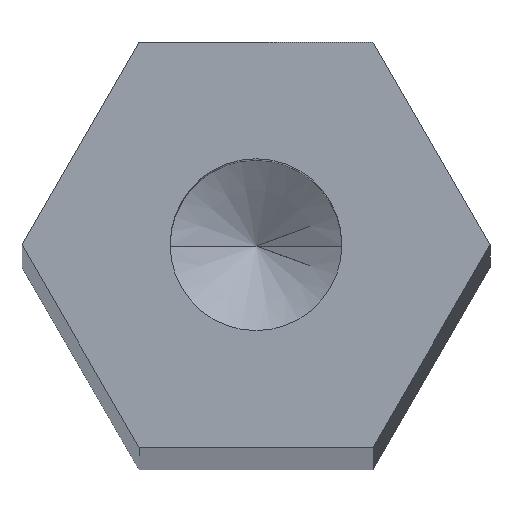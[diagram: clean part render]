
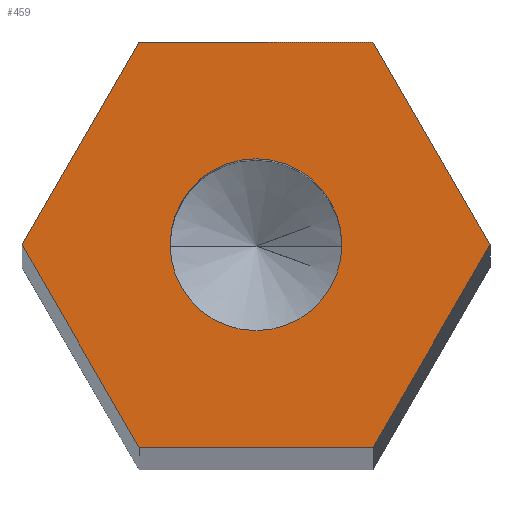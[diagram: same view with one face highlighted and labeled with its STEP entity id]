
A CAD part, top view. The second image highlights one B-rep face of the part: STEP entity #459.
In plain terms, the highlighted planar face has unit normal (0, 0, 1).
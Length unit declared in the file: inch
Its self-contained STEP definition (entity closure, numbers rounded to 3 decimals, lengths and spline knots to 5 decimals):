
#9 = DIRECTION ( 'NONE',  ( 1., 0., 0. ) ) ;
#12 = DIRECTION ( 'NONE',  ( 0.5, -0.866, 0. ) ) ;
#13 = ORIENTED_EDGE ( 'NONE', *, *, #255, .F. ) ;
#15 = ORIENTED_EDGE ( 'NONE', *, *, #141, .F. ) ;
#18 = CARTESIAN_POINT ( 'NONE',  ( -0.10825, -0.1875, 12. ) ) ;
#19 = VECTOR ( 'NONE', #242, 39.37008 ) ;
#35 = ORIENTED_EDGE ( 'NONE', *, *, #454, .T. ) ;
#58 = FACE_OUTER_BOUND ( 'NONE', #302, .T. ) ;
#60 = DIRECTION ( 'NONE',  ( 0., 0., 1. ) ) ;
#65 = EDGE_CURVE ( 'NONE', #375, #421, #354, .T. ) ;
#69 = CIRCLE ( 'NONE', #250, 0.0795 ) ;
#79 = LINE ( 'NONE', #362, #139 ) ;
#93 = AXIS2_PLACEMENT_3D ( 'NONE', #376, #308, #266 ) ;
#97 = CARTESIAN_POINT ( 'NONE',  ( -0.10825, -0.1875, 12. ) ) ;
#117 = CARTESIAN_POINT ( 'NONE',  ( 0.10825, 0.1875, 12. ) ) ;
#118 = EDGE_LOOP ( 'NONE', ( #15, #13 ) ) ;
#125 = ORIENTED_EDGE ( 'NONE', *, *, #277, .T. ) ;
#127 = VERTEX_POINT ( 'NONE', #335 ) ;
#129 = DIRECTION ( 'NONE',  ( 1., 0., 0. ) ) ;
#139 = VECTOR ( 'NONE', #426, 39.37008 ) ;
#141 = EDGE_CURVE ( 'NONE', #127, #404, #69, .T. ) ;
#162 = CIRCLE ( 'NONE', #93, 0.0795 ) ;
#163 = LINE ( 'NONE', #117, #191 ) ;
#165 = CARTESIAN_POINT ( 'NONE',  ( -0.21651, 0., 12. ) ) ;
#178 = CARTESIAN_POINT ( 'NONE',  ( 0., 0., 12. ) ) ;
#179 = DIRECTION ( 'NONE',  ( 0., 0., 1. ) ) ;
#191 = VECTOR ( 'NONE', #415, 39.37008 ) ;
#192 = DIRECTION ( 'NONE',  ( -0.5, -0.866, 0. ) ) ;
#196 = CARTESIAN_POINT ( 'NONE',  ( -0.0795, 0., 12. ) ) ;
#200 = ORIENTED_EDGE ( 'NONE', *, *, #218, .T. ) ;
#204 = FACE_BOUND ( 'NONE', #118, .T. ) ;
#218 = EDGE_CURVE ( 'NONE', #229, #276, #79, .T. ) ;
#229 = VERTEX_POINT ( 'NONE', #435 ) ;
#237 = VERTEX_POINT ( 'NONE', #412 ) ;
#238 = VECTOR ( 'NONE', #284, 39.37008 ) ;
#241 = PLANE ( 'NONE',  #356 ) ;
#242 = DIRECTION ( 'NONE',  ( 1., 0., 0. ) ) ;
#250 = AXIS2_PLACEMENT_3D ( 'NONE', #178, #179, #9 ) ;
#255 = EDGE_CURVE ( 'NONE', #404, #127, #162, .T. ) ;
#262 = ORIENTED_EDGE ( 'NONE', *, *, #65, .T. ) ;
#266 = DIRECTION ( 'NONE',  ( 1., 0., 0. ) ) ;
#274 = LINE ( 'NONE', #165, #311 ) ;
#276 = VERTEX_POINT ( 'NONE', #303 ) ;
#277 = EDGE_CURVE ( 'NONE', #423, #237, #341, .T. ) ;
#284 = DIRECTION ( 'NONE',  ( 0.5, 0.866, 0. ) ) ;
#302 = EDGE_LOOP ( 'NONE', ( #200, #377, #125, #433, #262, #35 ) ) ;
#303 = CARTESIAN_POINT ( 'NONE',  ( 0.10825, 0.1875, 12. ) ) ;
#308 = DIRECTION ( 'NONE',  ( 0., 0., 1. ) ) ;
#311 = VECTOR ( 'NONE', #12, 39.37008 ) ;
#312 = EDGE_CURVE ( 'NONE', #237, #375, #274, .T. ) ;
#320 = CARTESIAN_POINT ( 'NONE',  ( -0.10825, 0.1875, 12. ) ) ;
#335 = CARTESIAN_POINT ( 'NONE',  ( 0.0795, 0., 12. ) ) ;
#341 = LINE ( 'NONE', #347, #397 ) ;
#347 = CARTESIAN_POINT ( 'NONE',  ( -0.10825, 0.1875, 12. ) ) ;
#353 = CARTESIAN_POINT ( 'NONE',  ( 0., 0., 12. ) ) ;
#354 = LINE ( 'NONE', #97, #19 ) ;
#356 = AXIS2_PLACEMENT_3D ( 'NONE', #353, #60, #129 ) ;
#362 = CARTESIAN_POINT ( 'NONE',  ( 0.21651, 0., 12. ) ) ;
#375 = VERTEX_POINT ( 'NONE', #18 ) ;
#376 = CARTESIAN_POINT ( 'NONE',  ( 0., 0., 12. ) ) ;
#377 = ORIENTED_EDGE ( 'NONE', *, *, #387, .T. ) ;
#379 = LINE ( 'NONE', #451, #238 ) ;
#387 = EDGE_CURVE ( 'NONE', #276, #423, #163, .T. ) ;
#397 = VECTOR ( 'NONE', #192, 39.37008 ) ;
#404 = VERTEX_POINT ( 'NONE', #196 ) ;
#412 = CARTESIAN_POINT ( 'NONE',  ( -0.21651, 0., 12. ) ) ;
#415 = DIRECTION ( 'NONE',  ( -1., 0., 0. ) ) ;
#421 = VERTEX_POINT ( 'NONE', #456 ) ;
#423 = VERTEX_POINT ( 'NONE', #320 ) ;
#426 = DIRECTION ( 'NONE',  ( -0.5, 0.866, 0. ) ) ;
#433 = ORIENTED_EDGE ( 'NONE', *, *, #312, .T. ) ;
#435 = CARTESIAN_POINT ( 'NONE',  ( 0.21651, 0., 12. ) ) ;
#451 = CARTESIAN_POINT ( 'NONE',  ( 0.10825, -0.1875, 12. ) ) ;
#454 = EDGE_CURVE ( 'NONE', #421, #229, #379, .T. ) ;
#456 = CARTESIAN_POINT ( 'NONE',  ( 0.10825, -0.1875, 12. ) ) ;
#459 = ADVANCED_FACE ( 'NONE', ( #204, #58 ), #241, .T. ) ;
